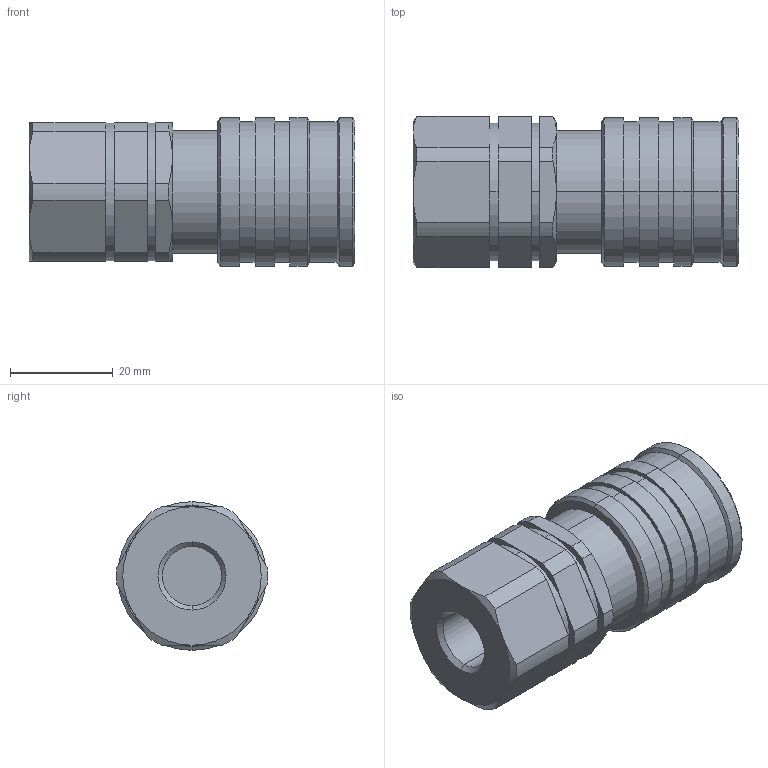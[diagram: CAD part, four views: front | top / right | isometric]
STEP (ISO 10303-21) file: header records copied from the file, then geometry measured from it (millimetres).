
FILE_DESCRIPTION (( 'STEP AP214' ), '1' );
FILE_NAME ('IF2510 RV.STEP', '2014-02-24T12:28:26', ( 'admin' ), ( 'Microsoft' ), 'SwSTEP 2.0', 'SolidWorks 2009', '' );
FILE_SCHEMA (( 'AUTOMOTIVE_DESIGN' ));
Length unit declared in the file: millimetre
Products named in the file (1): IF2510 RV
Bounding box: 63.6 x 29.48 x 29 mm (x, y, z)
Volume: 36456.1 mm3; surface area: 8258.5 mm2
Topology: 1 solids, 1 shells, 117 faces, 262 edges, 164 vertices
Faces by surface type: cylinder 46, plane 37, cone 28, torus 6
Entity records: 4680 total; most frequent: CARTESIAN_POINT 688, DIRECTION 608, ORIENTED_EDGE 524, EDGE_CURVE 262, AXIS2_PLACEMENT_3D 252, VERTEX_POINT 164, CIRCLE 134, EDGE_LOOP 134
